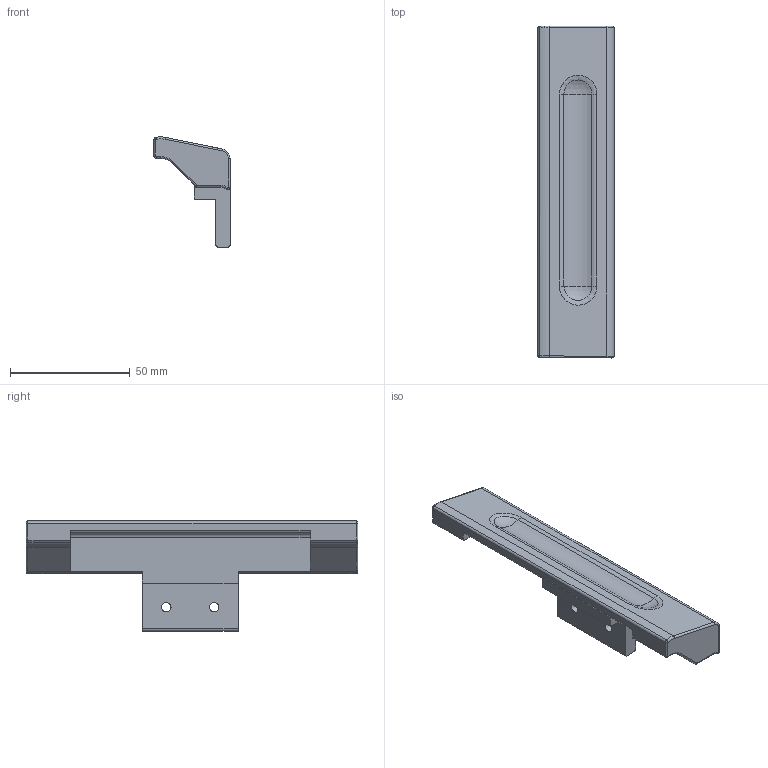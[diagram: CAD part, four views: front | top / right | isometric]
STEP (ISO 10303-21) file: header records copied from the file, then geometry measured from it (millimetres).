
FILE_DESCRIPTION(('FreeCAD Model'),'2;1');
FILE_NAME('RAxisShield.step','2017-02-20T14:15:29',('Author'),(''), 'Open CASCADE STEP processor 6.8','FreeCAD','Unknown');
FILE_SCHEMA(('AUTOMOTIVE_DESIGN_CC2 { 1 2 10303 214 -1 1 5 4 }'));
Length unit declared in the file: millimetre
Products named in the file (2): ASSEMBLY; RAxisShield
Assembly tree (1 placements, depth 2):
  ASSEMBLY
    RAxisShield
Bounding box: 31.8 x 138.5 x 46 mm (x, y, z)
Volume: 54579.6 mm3; surface area: 17128.5 mm2
Topology: 1 solids, 1 shells, 209 faces, 541 edges, 350 vertices
Faces by surface type: plane 120, extrusion 36, cylinder 32, torus 9, bspline 6, revolution 4, sphere 2
Full cylindrical faces by diameter (mm): 4 x2, 8 x2
Entity records: 15588 total; most frequent: CARTESIAN_POINT 5050, DIRECTION 1781, VECTOR 1276, LINE 1240, ORIENTED_EDGE 1082, PCURVE 1082, DEFINITIONAL_REPRESENTATION 1082, EDGE_CURVE 541
